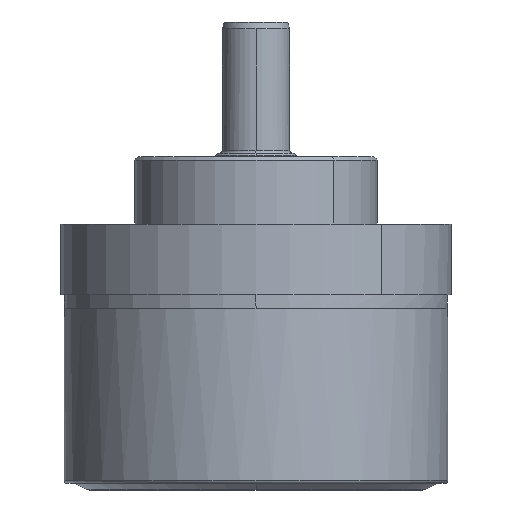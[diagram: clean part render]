
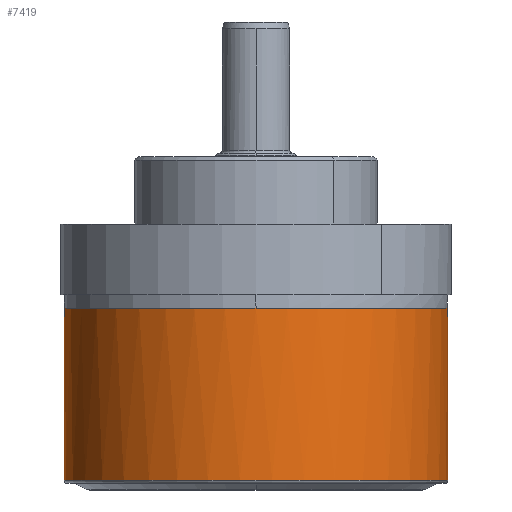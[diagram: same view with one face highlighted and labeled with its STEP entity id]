
A CAD part, front view. The second image highlights one B-rep face of the part: STEP entity #7419.
In plain terms, the highlighted cylindrical face has radius 28.5 mm (diameter 57 mm), a partial arc.
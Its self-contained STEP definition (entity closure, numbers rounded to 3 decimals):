
#535=CARTESIAN_POINT('',(0.,0.,-17.542));
#536=DIRECTION('',(0.,0.,1.));
#537=DIRECTION('',(-0.637,0.771,0.));
#538=AXIS2_PLACEMENT_3D('',#535,#536,#537);
#540=DIRECTION('',(0.,0.,1.));
#541=VECTOR('',#540,25.537);
#542=CARTESIAN_POINT('',(-18.147,21.976,-17.542));
#543=LINE('',#542,#541);
#544=CARTESIAN_POINT('',(0.,0.,7.996));
#545=DIRECTION('',(0.,0.,1.));
#546=DIRECTION('',(-0.637,0.771,0.));
#547=AXIS2_PLACEMENT_3D('',#544,#545,#546);
#549=CARTESIAN_POINT('',(0.,0.,7.996));
#550=DIRECTION('',(0.,0.,1.));
#551=DIRECTION('',(0.,-1.,0.));
#552=AXIS2_PLACEMENT_3D('',#549,#550,#551);
#554=DIRECTION('',(0.,0.,-1.));
#555=VECTOR('',#554,25.537);
#556=CARTESIAN_POINT('',(18.147,21.976,7.996));
#557=LINE('',#556,#555);
#569=CARTESIAN_POINT('',(-18.147,21.976,-17.542));
#571=CARTESIAN_POINT('',(-18.147,21.976,7.996));
#586=CARTESIAN_POINT('',(18.147,21.976,-17.542));
#599=CARTESIAN_POINT('',(18.147,21.976,7.996));
#6112=VERTEX_POINT('',#571);
#6114=VERTEX_POINT('',#599);
#6118=CARTESIAN_POINT('',(0.,-28.5,7.996));
#6119=VERTEX_POINT('',#6118);
#6128=VERTEX_POINT('',#569);
#6141=VERTEX_POINT('',#586);
#7405=CARTESIAN_POINT('',(0.,0.,10.));
#7406=DIRECTION('',(0.,0.,1.));
#7407=DIRECTION('',(1.,0.,0.));
#7408=AXIS2_PLACEMENT_3D('',#7405,#7406,#7407);
#7409=CYLINDRICAL_SURFACE('',#7408,28.5);
#7410=ORIENTED_EDGE('',*,*,#7398,.F.);
#7412=ORIENTED_EDGE('',*,*,#7411,.T.);
#7413=ORIENTED_EDGE('',*,*,#6812,.T.);
#7414=ORIENTED_EDGE('',*,*,#6880,.T.);
#7416=ORIENTED_EDGE('',*,*,#7415,.T.);
#7417=EDGE_LOOP('',(#7410,#7412,#7413,#7414,#7416));
#7418=FACE_OUTER_BOUND('',#7417,.F.);
#539=CIRCLE('',#538,28.5);
#548=CIRCLE('',#547,28.5);
#553=CIRCLE('',#552,28.5);
#6812=EDGE_CURVE('',#6112,#6119,#548,.T.);
#6880=EDGE_CURVE('',#6119,#6114,#553,.T.);
#7398=EDGE_CURVE('',#6128,#6141,#539,.T.);
#7411=EDGE_CURVE('',#6128,#6112,#543,.T.);
#7415=EDGE_CURVE('',#6114,#6141,#557,.T.);
#7419=ADVANCED_FACE('',(#7418),#7409,.T.);
